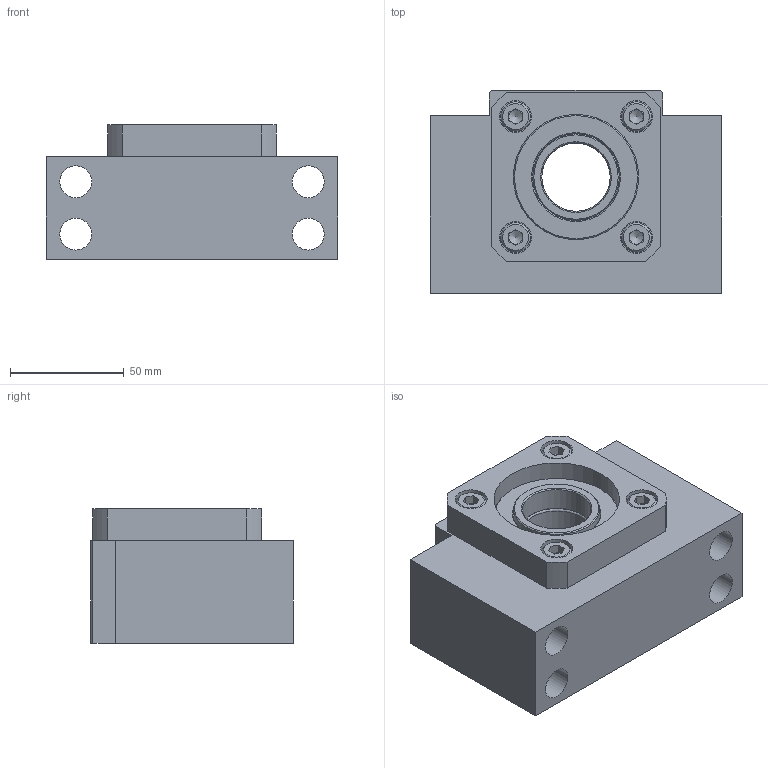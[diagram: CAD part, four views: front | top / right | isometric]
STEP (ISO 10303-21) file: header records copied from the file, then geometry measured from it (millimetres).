
FILE_DESCRIPTION (( 'STEP AP203' ), '1' );
FILE_NAME ('BK 30DS.STEP', '2014-11-16T23:37:51', ( 'john' ), ( '' ), 'SwSTEP 2.0', 'SolidWorks 2013', '' );
FILE_SCHEMA (( 'CONFIG_CONTROL_DESIGN' ));
Length unit declared in the file: millimetre
Products named in the file (7): BK 30DS COVER; BK 30DS COLLAR; socket head cap screw_am_B18.3.1M - 8 x 1.25 x 12 Hex SHCS -- 12NHX; BK 30DS BLOCK; BK 30DS OILSEAL; BK 30DS; 7206A
Assembly tree (12 placements, depth 2):
  BK 30DS
    BK 30DS BLOCK
    7206A  x2
    BK 30DS COLLAR  x2
    BK 30DS OILSEAL  x2
    BK 30DS COVER
    socket head cap screw_am_B18.3.1M - 8 x 1.25 x 12 Hex SHCS -- 12NHX  x4
Bounding box: 128 x 89 x 59 mm (x, y, z)
Volume: 419560.3 mm3; surface area: 123558.7 mm2
Topology: 12 solids, 12 shells, 268 faces, 823 edges, 503 vertices
Faces by surface type: plane 104, bspline 66, cylinder 56, cone 32, sphere 6, torus 4
Full cylindrical faces by diameter (mm): 7 x4, 8 x4, 9 x4, 13 x4, 14 x8, 20 x4, 30 x4, 36.407 x2, 38 x4, 41.2 x2, 50.8 x2, 55 x4, 55.593 x2, 62 x4
Entity records: 37978 total; most frequent: CARTESIAN_POINT 33823, ORIENTED_EDGE 694, DIRECTION 578, EDGE_CURVE 347, VERTEX_POINT 257, AXIS2_PLACEMENT_3D 254, EDGE_LOOP 234, FACE_OUTER_BOUND 180
